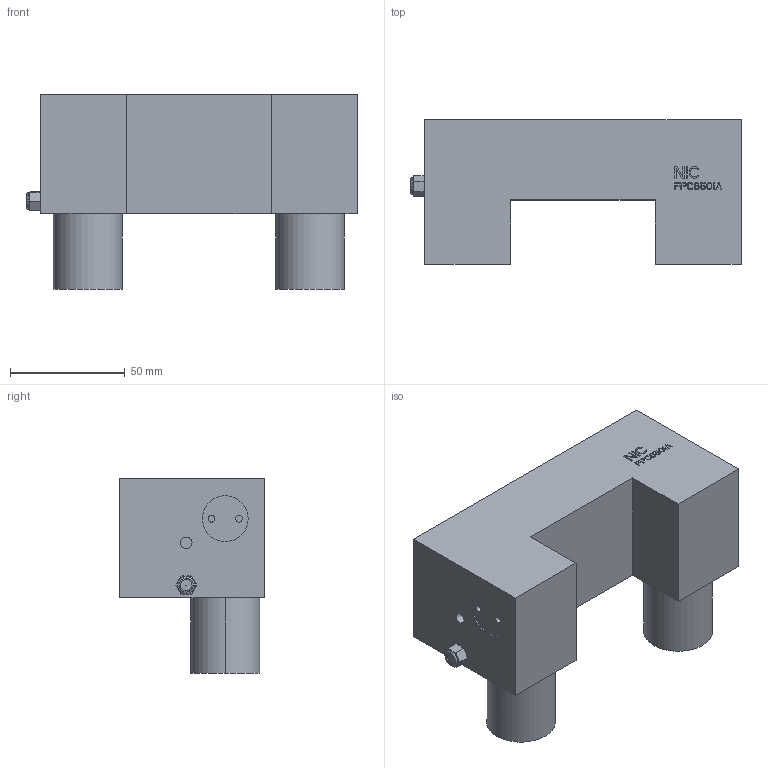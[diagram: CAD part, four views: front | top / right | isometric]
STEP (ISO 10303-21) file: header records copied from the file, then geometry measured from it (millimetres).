
FILE_DESCRIPTION((''),'2;1');
FILE_NAME('FPC6501A','2025-05-18T18:28:57',('lx'),(''),'CREO PARAMETRIC BY PTC INC, 2018100','CREO PARAMETRIC BY PTC INC, 2018100','');
FILE_SCHEMA(('CONFIG_CONTROL_DESIGN'));
Length unit declared in the file: millimetre
Products named in the file (1): FPC6501A
Bounding box: 144 x 63 x 85 mm (x, y, z)
Volume: 382731.2 mm3; surface area: 51689.1 mm2
Topology: 1 solids, 4 shells, 407 faces, 1086 edges, 719 vertices
Faces by surface type: plane 345, cylinder 42, cone 16, torus 2, sphere 2
Entity records: 12582 total; most frequent: CARTESIAN_POINT 2324, ORIENTED_EDGE 2168, DIRECTION 1988, EDGE_CURVE 1084, VECTOR 946, LINE 946, VERTEX_POINT 719, AXIS2_PLACEMENT_3D 521
